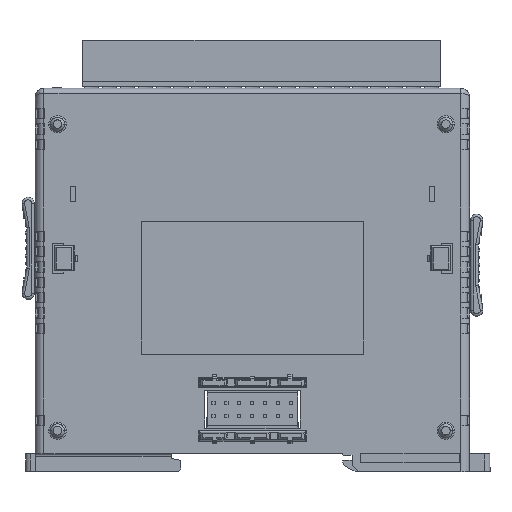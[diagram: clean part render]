
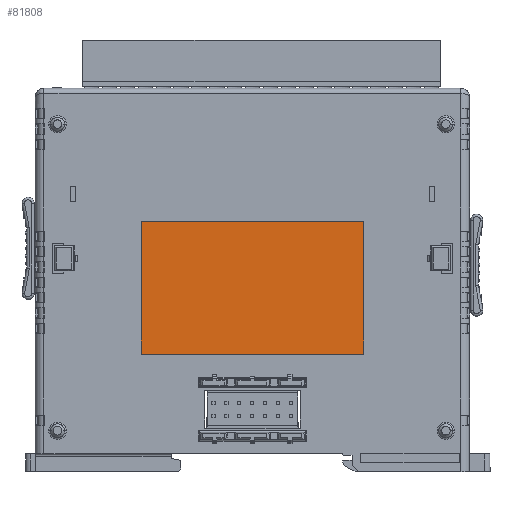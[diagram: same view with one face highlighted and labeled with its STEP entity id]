
A CAD part, left-side view. The second image highlights one B-rep face of the part: STEP entity #81808.
In plain terms, the highlighted planar face has unit normal (-1, 0, 0).
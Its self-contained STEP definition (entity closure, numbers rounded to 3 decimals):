
#427 = ORIENTED_EDGE ( 'NONE', *, *, #73383, .T. ) ;
#872 = CIRCLE ( 'NONE', #135072, 0.2 ) ;
#3153 = EDGE_CURVE ( 'NONE', #84275, #106403, #121812, .T. ) ;
#12687 = CIRCLE ( 'NONE', #110286, 0.2 ) ;
#13108 = DIRECTION ( 'NONE',  ( -1., 0., 0. ) ) ;
#21424 = DIRECTION ( 'NONE',  ( 0., -1., 0. ) ) ;
#21640 = EDGE_CURVE ( 'NONE', #106403, #159795, #75610, .T. ) ;
#23613 = CARTESIAN_POINT ( 'NONE',  ( 83., -9.914, -62.386 ) ) ;
#26135 = CARTESIAN_POINT ( 'NONE',  ( 83., -53.114, -36.386 ) ) ;
#26535 = CARTESIAN_POINT ( 'NONE',  ( 83., -53.314, -62.186 ) ) ;
#27177 = DIRECTION ( 'NONE',  ( -1., 0., 0. ) ) ;
#30979 = CARTESIAN_POINT ( 'NONE',  ( 83., 10.986, -75.386 ) ) ;
#32702 = EDGE_CURVE ( 'NONE', #159795, #192900, #76916, .T. ) ;
#33145 = VERTEX_POINT ( 'NONE', #23613 ) ;
#33830 = ORIENTED_EDGE ( 'NONE', *, *, #54598, .T. ) ;
#34196 = DIRECTION ( 'NONE',  ( -1., 0., 0. ) ) ;
#34947 = DIRECTION ( 'NONE',  ( -1., 0., 0. ) ) ;
#37339 = CARTESIAN_POINT ( 'NONE',  ( 83., -53.314, -36.586 ) ) ;
#41521 = VERTEX_POINT ( 'NONE', #158974 ) ;
#45933 = DIRECTION ( 'NONE',  ( 0., 0., 1. ) ) ;
#51883 = VERTEX_POINT ( 'NONE', #188854 ) ;
#53157 = EDGE_CURVE ( 'NONE', #184295, #84275, #111976, .T. ) ;
#54598 = EDGE_CURVE ( 'NONE', #33145, #184295, #129328, .T. ) ;
#54711 = ORIENTED_EDGE ( 'NONE', *, *, #53157, .T. ) ;
#55636 = CARTESIAN_POINT ( 'NONE',  ( 83., 10.986, -36.386 ) ) ;
#58283 = AXIS2_PLACEMENT_3D ( 'NONE', #102133, #13108, #117032 ) ;
#67853 = VECTOR ( 'NONE', #116858, 1000. ) ;
#73383 = EDGE_CURVE ( 'NONE', #41521, #33145, #872, .T. ) ;
#75508 = ORIENTED_EDGE ( 'NONE', *, *, #3153, .T. ) ;
#75610 = CIRCLE ( 'NONE', #58283, 0.2 ) ;
#76916 = LINE ( 'NONE', #55636, #81625 ) ;
#81625 = VECTOR ( 'NONE', #144674, 1000. ) ;
#81808 = ADVANCED_FACE ( 'NONE', ( #163620 ), #164307, .F. ) ;
#83592 = ORIENTED_EDGE ( 'NONE', *, *, #21640, .T. ) ;
#84275 = VERTEX_POINT ( 'NONE', #26535 ) ;
#101949 = CARTESIAN_POINT ( 'NONE',  ( 83., -9.714, -75.386 ) ) ;
#102133 = CARTESIAN_POINT ( 'NONE',  ( 83., -53.114, -36.586 ) ) ;
#103285 = CARTESIAN_POINT ( 'NONE',  ( 83., -53.314, -75.386 ) ) ;
#105118 = CARTESIAN_POINT ( 'NONE',  ( 83., -53.114, -62.386 ) ) ;
#105784 = ORIENTED_EDGE ( 'NONE', *, *, #32702, .T. ) ;
#106403 = VERTEX_POINT ( 'NONE', #37339 ) ;
#107297 = EDGE_CURVE ( 'NONE', #192900, #51883, #12687, .T. ) ;
#110286 = AXIS2_PLACEMENT_3D ( 'NONE', #124071, #34947, #138947 ) ;
#111976 = CIRCLE ( 'NONE', #166685, 0.2 ) ;
#116163 = CARTESIAN_POINT ( 'NONE',  ( 83., -53.114, -62.186 ) ) ;
#116858 = DIRECTION ( 'NONE',  ( 0., 0., -1. ) ) ;
#117032 = DIRECTION ( 'NONE',  ( 0., -1., 0. ) ) ;
#121812 = LINE ( 'NONE', #103285, #161401 ) ;
#123309 = CARTESIAN_POINT ( 'NONE',  ( 83., -9.914, -62.186 ) ) ;
#124071 = CARTESIAN_POINT ( 'NONE',  ( 83., -9.914, -36.586 ) ) ;
#125853 = EDGE_CURVE ( 'NONE', #51883, #41521, #146854, .T. ) ;
#129328 = LINE ( 'NONE', #184619, #164273 ) ;
#131110 = DIRECTION ( 'NONE',  ( 0., -1., 0. ) ) ;
#134928 = DIRECTION ( 'NONE',  ( 1., 0., 0. ) ) ;
#135072 = AXIS2_PLACEMENT_3D ( 'NONE', #123309, #34196, #138189 ) ;
#138189 = DIRECTION ( 'NONE',  ( 0., -1., 0. ) ) ;
#138947 = DIRECTION ( 'NONE',  ( 0., -1., 0. ) ) ;
#144674 = DIRECTION ( 'NONE',  ( 0., 1., 0. ) ) ;
#146854 = LINE ( 'NONE', #101949, #67853 ) ;
#158974 = CARTESIAN_POINT ( 'NONE',  ( 83., -9.714, -62.186 ) ) ;
#159795 = VERTEX_POINT ( 'NONE', #26135 ) ;
#161401 = VECTOR ( 'NONE', #192305, 1000. ) ;
#163620 = FACE_OUTER_BOUND ( 'NONE', #168250, .T. ) ;
#164273 = VECTOR ( 'NONE', #21424, 1000. ) ;
#164307 = PLANE ( 'NONE',  #180619 ) ;
#166685 = AXIS2_PLACEMENT_3D ( 'NONE', #116163, #27177, #131110 ) ;
#168250 = EDGE_LOOP ( 'NONE', ( #427, #33830, #54711, #75508, #83592, #105784, #187588, #183323 ) ) ;
#180619 = AXIS2_PLACEMENT_3D ( 'NONE', #30979, #134928, #45933 ) ;
#183323 = ORIENTED_EDGE ( 'NONE', *, *, #125853, .T. ) ;
#184295 = VERTEX_POINT ( 'NONE', #105118 ) ;
#184619 = CARTESIAN_POINT ( 'NONE',  ( 83., 10.986, -62.386 ) ) ;
#184867 = CARTESIAN_POINT ( 'NONE',  ( 83., -9.914, -36.386 ) ) ;
#187588 = ORIENTED_EDGE ( 'NONE', *, *, #107297, .T. ) ;
#188854 = CARTESIAN_POINT ( 'NONE',  ( 83., -9.714, -36.586 ) ) ;
#192305 = DIRECTION ( 'NONE',  ( 0., 0., 1. ) ) ;
#192900 = VERTEX_POINT ( 'NONE', #184867 ) ;
